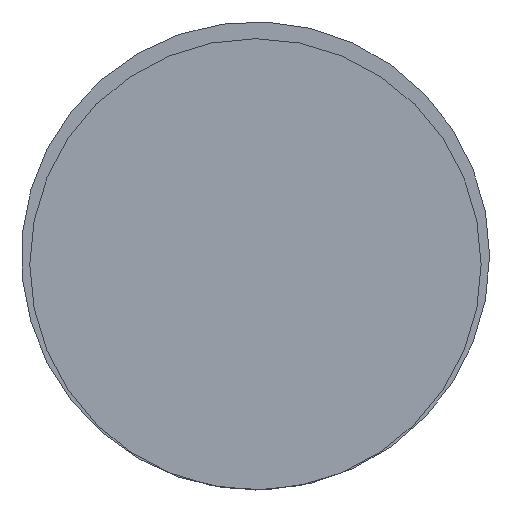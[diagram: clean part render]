
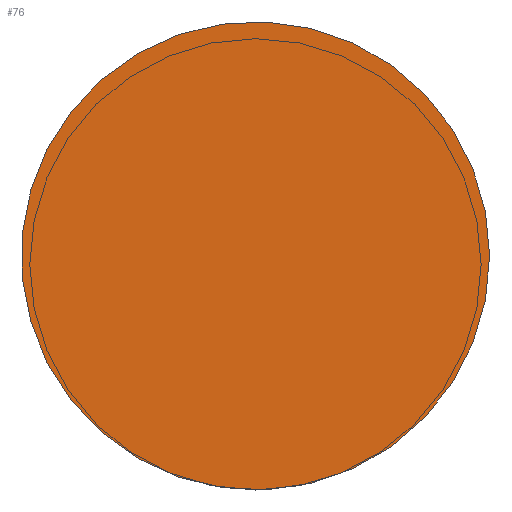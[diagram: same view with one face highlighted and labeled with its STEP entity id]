
A CAD part, front view. The second image highlights one B-rep face of the part: STEP entity #76.
In plain terms, the highlighted planar face has unit normal (0, -1, 0).
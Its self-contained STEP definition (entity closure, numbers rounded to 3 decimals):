
#76 = ADVANCED_FACE( '', ( #126 ), #127, .T. );
#126 = FACE_OUTER_BOUND( '', #160, .T. );
#127 = PLANE( '', #161 );
#160 = EDGE_LOOP( '', ( #186 ) );
#161 = AXIS2_PLACEMENT_3D( '', #187, #188, #189 );
#186 = ORIENTED_EDGE( '', *, *, #213, .T. );
#187 = CARTESIAN_POINT( '', ( 0., -500.1, 0. ) );
#188 = DIRECTION( '', ( 0., -1., 0. ) );
#189 = DIRECTION( '', ( 0., 0., -1. ) );
#213 = EDGE_CURVE( '', #225, #225, #226, .T. );
#225 = VERTEX_POINT( '', #239 );
#226 = CIRCLE( '', #240, 2.075 );
#239 = CARTESIAN_POINT( '', ( 2.075, -500.1, 0. ) );
#240 = AXIS2_PLACEMENT_3D( '', #252, #253, #254 );
#252 = CARTESIAN_POINT( '', ( 0., -500.1, 0. ) );
#253 = DIRECTION( '', ( 0., -1., 0. ) );
#254 = DIRECTION( '', ( 1., 0., 0. ) );
